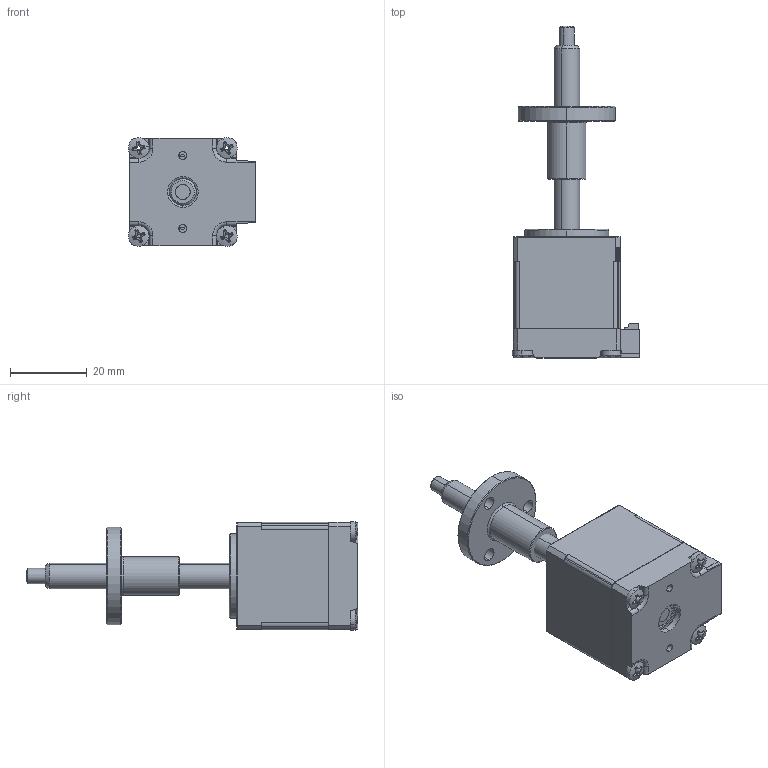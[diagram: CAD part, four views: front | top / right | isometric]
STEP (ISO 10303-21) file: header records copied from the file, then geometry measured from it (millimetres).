
FILE_DESCRIPTION (( 'STEP AP203' ), '1' );
FILE_NAME ('LE111S-T6503-50-AR1-S-100.STEP', '2018-08-10T06:08:46', ( '' ), ( '' ), 'SwSTEP 2.0', 'SolidWorks 2014', '' );
FILE_SCHEMA (( 'CONFIG_CONTROL_DESIGN' ));
Length unit declared in the file: millimetre
Products named in the file (1): LE111S-T6503-50-AR1-S-100
Bounding box: 33.2 x 86.6 x 28.4 mm (x, y, z)
Surface area: 10595.7 mm2 (no closed solid volume)
Topology: 0 solids, 26 shells, 327 faces, 1046 edges, 732 vertices
Faces by surface type: plane 147, cylinder 92, cone 62, torus 18, sphere 8
Entity records: 11956 total; most frequent: CARTESIAN_POINT 2664, DIRECTION 1980, ORIENTED_EDGE 1712, EDGE_CURVE 1046, VERTEX_POINT 732, AXIS2_PLACEMENT_3D 712, VECTOR 556, LINE 556
